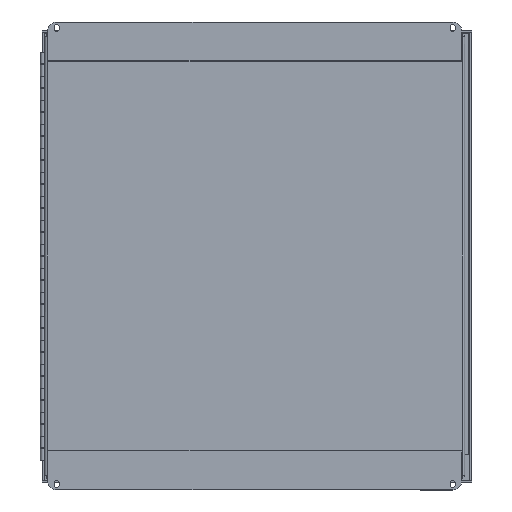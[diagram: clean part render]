
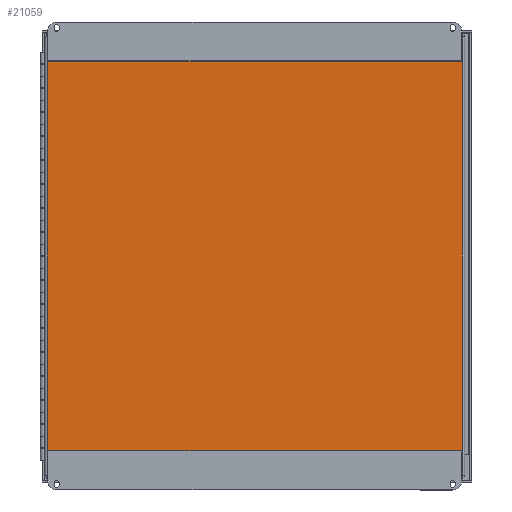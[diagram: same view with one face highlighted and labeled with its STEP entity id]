
A CAD part, top view. The second image highlights one B-rep face of the part: STEP entity #21059.
In plain terms, the highlighted face is planar.
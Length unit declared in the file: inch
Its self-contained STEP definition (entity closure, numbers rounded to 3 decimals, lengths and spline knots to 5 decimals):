
#2153=FACE_OUTER_BOUND('',#3296,.T.);
#3296=EDGE_LOOP('',(#17131,#17132,#17133,#17134));
#5471=LINE('',#33074,#7659);
#5476=LINE('',#33153,#7664);
#5481=LINE('',#33232,#7669);
#5486=LINE('',#33310,#7674);
#7659=VECTOR('',#26856,17.2895);
#7664=VECTOR('',#26867,18.2895);
#7669=VECTOR('',#26880,18.2895);
#7674=VECTOR('',#26893,17.2895);
#9498=VERTEX_POINT('',#33065);
#9499=VERTEX_POINT('',#33073);
#9502=VERTEX_POINT('',#33152);
#9504=VERTEX_POINT('',#33224);
#12123=EDGE_CURVE('',#9499,#9498,#5471,.T.);
#12132=EDGE_CURVE('',#9502,#9499,#5476,.T.);
#12141=EDGE_CURVE('',#9498,#9504,#5481,.T.);
#12150=EDGE_CURVE('',#9504,#9502,#5486,.T.);
#17131=ORIENTED_EDGE('',*,*,#12123,.T.);
#17132=ORIENTED_EDGE('',*,*,#12141,.T.);
#17133=ORIENTED_EDGE('',*,*,#12150,.T.);
#17134=ORIENTED_EDGE('',*,*,#12132,.T.);
#19174=PLANE('',#22441);
#21059=ADVANCED_FACE('',(#2153),#19174,.F.);
#22441=AXIS2_PLACEMENT_3D('',#33377,#26902,#26903);
#26856=DIRECTION('',(-1.,0.,0.));
#26867=DIRECTION('',(0.,-1.,0.));
#26880=DIRECTION('',(0.,1.,0.));
#26893=DIRECTION('',(1.,0.,0.));
#26902=DIRECTION('center_axis',(0.,0.,1.));
#26903=DIRECTION('ref_axis',(1.,0.,0.));
#33065=CARTESIAN_POINT('',(0.10525,0.10525,0.));
#33073=CARTESIAN_POINT('',(17.39475,0.10525,0.));
#33074=CARTESIAN_POINT('',(13.07238,0.10525,0.));
#33152=CARTESIAN_POINT('',(17.39475,18.39475,0.));
#33153=CARTESIAN_POINT('',(17.39475,13.82238,0.));
#33224=CARTESIAN_POINT('',(0.10525,18.39475,0.));
#33232=CARTESIAN_POINT('',(0.10525,4.67763,0.));
#33310=CARTESIAN_POINT('',(4.42763,18.39475,0.));
#33377=CARTESIAN_POINT('Origin',(8.75,9.25,0.));
